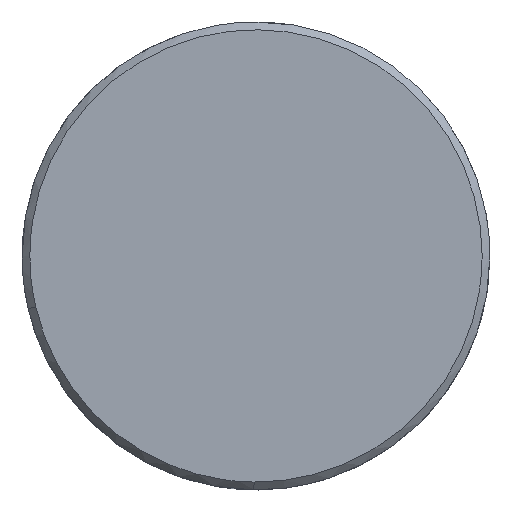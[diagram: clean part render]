
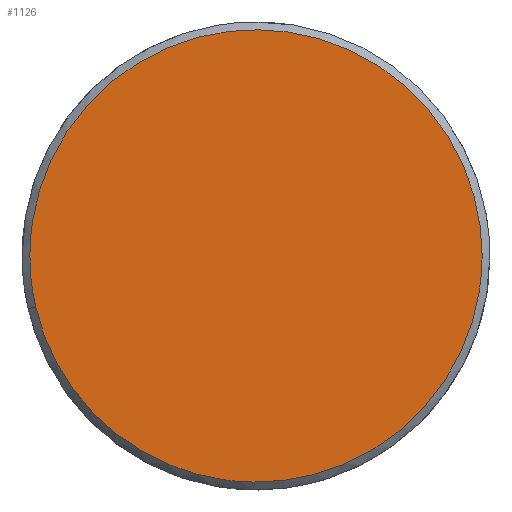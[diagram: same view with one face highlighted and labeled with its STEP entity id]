
A CAD part, top view. The second image highlights one B-rep face of the part: STEP entity #1126.
In plain terms, the highlighted free-form (B-spline) face has degree [1, 1] with [2, 2] control points.
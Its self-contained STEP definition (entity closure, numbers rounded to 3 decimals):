
#87=CARTESIAN_POINT('',(-14.126,-3.271,18.));
#88=VERTEX_POINT('',#87);
#94=CARTESIAN_POINT('',(-14.5,0.0,18.0));
#95=VERTEX_POINT('',#94);
#96=CARTESIAN_POINT('',(-14.5,0.0,18.0));
#97=CARTESIAN_POINT('',(-14.5,-1.657,18.));
#98=CARTESIAN_POINT('',(-14.126,-3.271,18.));
#106=(BOUNDED_CURVE()B_SPLINE_CURVE(2,(#96,#97,#98),.UNSPECIFIED.,.F.,.U.)B_SPLINE_CURVE_WITH_KNOTS((3,3),(0.5,0.539),.UNSPECIFIED.)CURVE()GEOMETRIC_REPRESENTATION_ITEM()RATIONAL_B_SPLINE_CURVE((1.0,0.955,0.924))REPRESENTATION_ITEM(''));
#107=EDGE_CURVE('',#95,#88,#106,.T.);
#109=CARTESIAN_POINT('',(14.5,0.0,18.0));
#110=VERTEX_POINT('',#109);
#111=CARTESIAN_POINT('',(14.5,0.0,18.0));
#112=CARTESIAN_POINT('',(14.5,14.5,18.));
#113=CARTESIAN_POINT('',(0.0,14.5,18.0));
#114=CARTESIAN_POINT('',(-14.5,14.5,18.));
#115=CARTESIAN_POINT('',(-14.5,0.0,18.0));
#123=(BOUNDED_CURVE()B_SPLINE_CURVE(2,(#111,#112,#113,#114,#115),.UNSPECIFIED.,.F.,.U.)B_SPLINE_CURVE_WITH_KNOTS((3,2,3),(0.0,0.25,0.5),.UNSPECIFIED.)CURVE()GEOMETRIC_REPRESENTATION_ITEM()RATIONAL_B_SPLINE_CURVE((1.0,0.707,1.0,0.707,1.0))REPRESENTATION_ITEM(''));
#124=EDGE_CURVE('',#110,#95,#123,.T.);
#126=CARTESIAN_POINT('',(-0.127,-14.499,18.));
#127=VERTEX_POINT('',#126);
#128=CARTESIAN_POINT('',(-0.127,-14.499,18.));
#129=CARTESIAN_POINT('',(-0.063,-14.5,18.));
#130=CARTESIAN_POINT('',(0.0,-14.5,18.0));
#131=CARTESIAN_POINT('',(14.5,-14.5,18.));
#132=CARTESIAN_POINT('',(14.5,0.0,18.0));
#140=(BOUNDED_CURVE()B_SPLINE_CURVE(2,(#128,#129,#130,#131,#132),.UNSPECIFIED.,.F.,.U.)B_SPLINE_CURVE_WITH_KNOTS((3,2,3),(0.748,0.75,1.0),.UNSPECIFIED.)CURVE()GEOMETRIC_REPRESENTATION_ITEM()RATIONAL_B_SPLINE_CURVE((0.996,0.998,1.0,0.707,1.0))REPRESENTATION_ITEM(''));
#141=EDGE_CURVE('',#127,#110,#140,.T.);
#243=CARTESIAN_POINT('',(-14.126,-3.271,18.));
#244=CARTESIAN_POINT('',(-11.549,-14.4,18.));
#245=CARTESIAN_POINT('',(-0.127,-14.499,18.));
#253=(BOUNDED_CURVE()B_SPLINE_CURVE(2,(#243,#244,#245),.UNSPECIFIED.,.F.,.U.)B_SPLINE_CURVE_WITH_KNOTS((3,3),(0.539,0.748),.UNSPECIFIED.)CURVE()GEOMETRIC_REPRESENTATION_ITEM()RATIONAL_B_SPLINE_CURVE((0.924,0.754,0.996))REPRESENTATION_ITEM(''));
#254=EDGE_CURVE('',#88,#127,#253,.T.);
#1115=CARTESIAN_POINT('',(-15.949,-15.948,18.0));
#1116=CARTESIAN_POINT('',(15.949,-15.948,18.0));
#1117=CARTESIAN_POINT('',(-15.949,15.949,18.0));
#1118=CARTESIAN_POINT('',(15.949,15.949,18.0));
#1119=B_SPLINE_SURFACE_WITH_KNOTS('',1,1,((#1115,#1117),(#1116,#1118)),.UNSPECIFIED.,.F.,.F.,.U.,(2,2),(2,2),(0.0,31.897),(0.0,31.896),.UNSPECIFIED.);
#1120=ORIENTED_EDGE('',*,*,#124,.T.);
#1121=ORIENTED_EDGE('',*,*,#107,.T.);
#1122=ORIENTED_EDGE('',*,*,#254,.T.);
#1123=ORIENTED_EDGE('',*,*,#141,.T.);
#1124=EDGE_LOOP('',(#1120,#1121,#1122,#1123));
#1125=FACE_OUTER_BOUND('',#1124,.T.);
#1126=ADVANCED_FACE('',(#1125),#1119,.T.);
